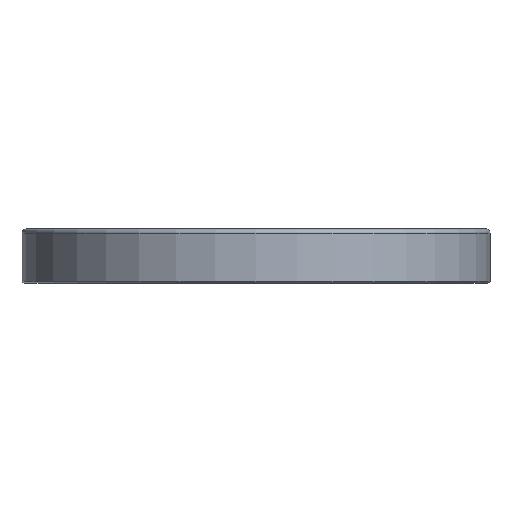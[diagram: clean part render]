
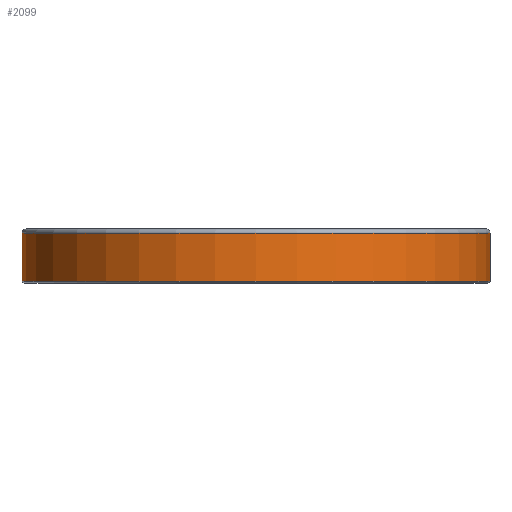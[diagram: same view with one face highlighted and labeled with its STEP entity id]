
A CAD part, front view. The second image highlights one B-rep face of the part: STEP entity #2099.
In plain terms, the highlighted cylindrical face has radius 115 mm (diameter 230 mm), a full revolution.
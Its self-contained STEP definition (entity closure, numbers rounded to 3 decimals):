
#338=CYLINDRICAL_SURFACE('',#10531,115.);
#2099=ADVANCED_FACE('',(#3241,#3242),#338,.T.);
#3004=CIRCLE('',#10529,115.);
#3005=CIRCLE('',#10530,115.);
#3241=FACE_BOUND('',#3370,.T.);
#3242=FACE_BOUND('',#3371,.T.);
#3370=EDGE_LOOP('',(#4433));
#3371=EDGE_LOOP('',(#4434));
#4433=ORIENTED_EDGE('',*,*,#8400,.T.);
#4434=ORIENTED_EDGE('',*,*,#8401,.T.);
#7411=VERTEX_POINT('',#15232);
#7412=VERTEX_POINT('',#15234);
#8400=EDGE_CURVE('',#7411,#7411,#3004,.T.);
#8401=EDGE_CURVE('',#7412,#7412,#3005,.T.);
#10529=AXIS2_PLACEMENT_3D('',#15231,#11355,#11356);
#10530=AXIS2_PLACEMENT_3D('',#15233,#11357,#11358);
#10531=AXIS2_PLACEMENT_3D('',#15235,#11359,#11360);
#11355=DIRECTION('',(0.,0.,1.));
#11356=DIRECTION('',(-1.,0.,0.));
#11357=DIRECTION('',(0.,0.,-1.));
#11358=DIRECTION('',(1.,0.,0.));
#11359=DIRECTION('',(0.,0.,-1.));
#11360=DIRECTION('',(-1.,0.,0.));
#15231=CARTESIAN_POINT('',(-455.,10.,1.));
#15232=CARTESIAN_POINT('',(-570.,10.,1.));
#15233=CARTESIAN_POINT('',(-455.,10.,24.6));
#15234=CARTESIAN_POINT('',(-340.,10.,24.6));
#15235=CARTESIAN_POINT('',(-455.,10.,0.));
